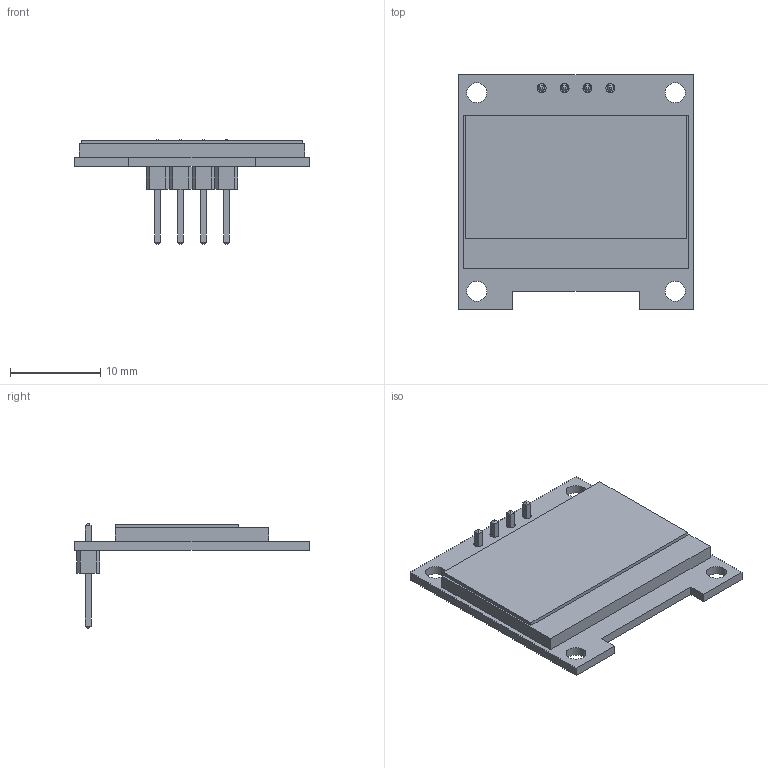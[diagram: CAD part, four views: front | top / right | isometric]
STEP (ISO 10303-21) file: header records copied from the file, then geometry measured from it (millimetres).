
FILE_DESCRIPTION(('FreeCAD Model'),'2;1');
FILE_NAME('Open CASCADE Shape Model','2025-05-18T16:10:51',('Author'),( ''),'Open CASCADE STEP processor 7.8','FreeCAD','Unknown');
FILE_SCHEMA(('AUTOMOTIVE_DESIGN { 1 0 10303 214 1 1 1 1 }'));
Length unit declared in the file: millimetre
Products named in the file (3): Unnamed; PLS; Board
Assembly tree (2 placements, depth 2):
  Unnamed
    PLS
    Board
Bounding box: 26 x 26 x 11.6 mm (x, y, z)
Volume: 1477.2 mm3; surface area: 1768.7 mm2
Topology: 2 solids, 2 shells, 127 faces, 310 edges, 196 vertices
Faces by surface type: plane 119, cylinder 8
Full cylindrical faces by diameter (mm): 1 x4, 2.2 x4
Entity records: 3722 total; most frequent: CARTESIAN_POINT 636, ORIENTED_EDGE 620, DIRECTION 586, EDGE_CURVE 310, LINE 294, VECTOR 294, VERTEX_POINT 196, FACE_BOUND 152
